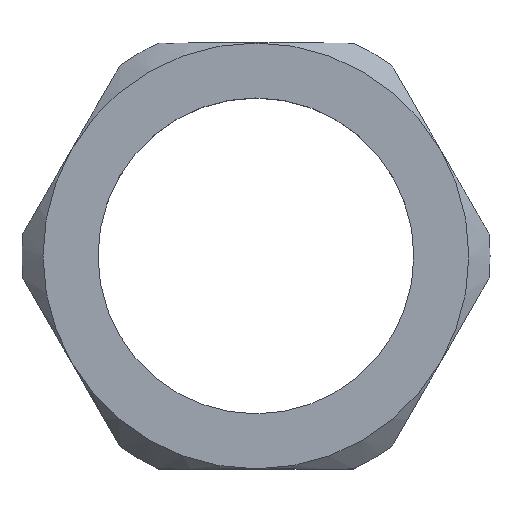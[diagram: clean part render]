
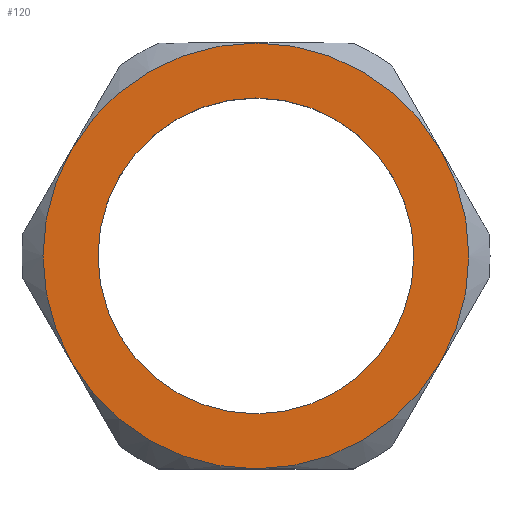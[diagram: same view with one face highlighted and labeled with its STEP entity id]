
A CAD part, top view. The second image highlights one B-rep face of the part: STEP entity #120.
In plain terms, the highlighted planar face has unit normal (0, 0, 1).
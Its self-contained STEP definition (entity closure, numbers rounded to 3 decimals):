
#83 = EDGE_CURVE ( 'NONE', #810, #800, #174, .T. ) ;
#87 = EDGE_CURVE ( 'NONE', #816, #801, #172, .T. ) ;
#94 = EDGE_CURVE ( 'NONE', #800, #804, #168, .T. ) ;
#95 = EDGE_CURVE ( 'NONE', #807, #810, #167, .T. ) ;
#96 = EDGE_CURVE ( 'NONE', #801, #816, #165, .T. ) ;
#97 = EDGE_CURVE ( 'NONE', #804, #805, #164, .T. ) ;
#98 = EDGE_CURVE ( 'NONE', #805, #799, #163, .T. ) ;
#99 = EDGE_CURVE ( 'NONE', #799, #808, #162, .T. ) ;
#100 = EDGE_CURVE ( 'NONE', #808, #807, #159, .T. ) ;
#120 = ADVANCED_FACE ( 'NONE', ( #563, #570 ), #397, .T. ) ;
#159 = CIRCLE ( 'NONE', #576, 18. ) ;
#162 = CIRCLE ( 'NONE', #612, 18. ) ;
#163 = CIRCLE ( 'NONE', #579, 18. ) ;
#164 = CIRCLE ( 'NONE', #621, 18. ) ;
#165 = CIRCLE ( 'NONE', #589, 13.35 ) ;
#167 = CIRCLE ( 'NONE', #616, 18. ) ;
#168 = CIRCLE ( 'NONE', #626, 18. ) ;
#172 = CIRCLE ( 'NONE', #625, 13.35 ) ;
#174 = CIRCLE ( 'NONE', #578, 18. ) ;
#199 = CARTESIAN_POINT ( 'NONE',  ( 15.588, -9., 7. ) ) ;
#200 = CARTESIAN_POINT ( 'NONE',  ( 0., -18., 7. ) ) ;
#202 = CARTESIAN_POINT ( 'NONE',  ( 18., 0., 7. ) ) ;
#208 = CARTESIAN_POINT ( 'NONE',  ( -13.35, 0., 7. ) ) ;
#265 = CARTESIAN_POINT ( 'NONE',  ( -15.588, 9., 7. ) ) ;
#266 = CARTESIAN_POINT ( 'NONE',  ( 0., 18., 7. ) ) ;
#269 = CARTESIAN_POINT ( 'NONE',  ( 13.35, 0., 7. ) ) ;
#270 = CARTESIAN_POINT ( 'NONE',  ( 15.588, 9., 7. ) ) ;
#271 = CARTESIAN_POINT ( 'NONE',  ( -15.588, -9., 7. ) ) ;
#394 = DIRECTION ( 'NONE',  ( 1., 0., 0. ) ) ;
#395 = DIRECTION ( 'NONE',  ( 0., 0., 1. ) ) ;
#396 = CARTESIAN_POINT ( 'NONE',  ( 0., 0., 7. ) ) ;
#397 = PLANE ( 'NONE',  #572 ) ;
#493 = DIRECTION ( 'NONE',  ( 1., 0., 0. ) ) ;
#494 = DIRECTION ( 'NONE',  ( 0., 0., 1. ) ) ;
#495 = CARTESIAN_POINT ( 'NONE',  ( 0., 0., 7. ) ) ;
#496 = DIRECTION ( 'NONE',  ( 1., 0., 0. ) ) ;
#497 = DIRECTION ( 'NONE',  ( 0., 0., 1. ) ) ;
#498 = CARTESIAN_POINT ( 'NONE',  ( 0., 0., 7. ) ) ;
#499 = DIRECTION ( 'NONE',  ( 1., 0., 0. ) ) ;
#500 = DIRECTION ( 'NONE',  ( 0., 0., 1. ) ) ;
#501 = CARTESIAN_POINT ( 'NONE',  ( 0., 0., 7. ) ) ;
#502 = DIRECTION ( 'NONE',  ( 1., 0., 0. ) ) ;
#503 = DIRECTION ( 'NONE',  ( 0., 0., 1. ) ) ;
#504 = CARTESIAN_POINT ( 'NONE',  ( 0., 0., 7. ) ) ;
#505 = DIRECTION ( 'NONE',  ( 1., 0., 0. ) ) ;
#506 = DIRECTION ( 'NONE',  ( 0., 0., 1. ) ) ;
#507 = CARTESIAN_POINT ( 'NONE',  ( 0., 0., 7. ) ) ;
#508 = DIRECTION ( 'NONE',  ( 1., 0., 0. ) ) ;
#509 = DIRECTION ( 'NONE',  ( 0., 0., 1. ) ) ;
#510 = CARTESIAN_POINT ( 'NONE',  ( 0., 0., 7. ) ) ;
#511 = DIRECTION ( 'NONE',  ( 1., 0., 0. ) ) ;
#512 = DIRECTION ( 'NONE',  ( 0., 0., 1. ) ) ;
#516 = CARTESIAN_POINT ( 'NONE',  ( 0., 0., 7. ) ) ;
#532 = DIRECTION ( 'NONE',  ( 1., 0., 0. ) ) ;
#533 = DIRECTION ( 'NONE',  ( 0., 0., 1. ) ) ;
#537 = CARTESIAN_POINT ( 'NONE',  ( 0., 0., 7. ) ) ;
#551 = DIRECTION ( 'NONE',  ( 1., 0., 0. ) ) ;
#552 = DIRECTION ( 'NONE',  ( 0., 0., 1. ) ) ;
#553 = CARTESIAN_POINT ( 'NONE',  ( 0., 0., 7. ) ) ;
#563 = FACE_BOUND ( 'NONE', #762, .T. ) ;
#570 = FACE_OUTER_BOUND ( 'NONE', #764, .T. ) ;
#572 = AXIS2_PLACEMENT_3D ( 'NONE', #396, #395, #394 ) ;
#576 = AXIS2_PLACEMENT_3D ( 'NONE', #495, #494, #493 ) ;
#578 = AXIS2_PLACEMENT_3D ( 'NONE', #553, #552, #551 ) ;
#579 = AXIS2_PLACEMENT_3D ( 'NONE', #501, #500, #499 ) ;
#589 = AXIS2_PLACEMENT_3D ( 'NONE', #507, #506, #505 ) ;
#612 = AXIS2_PLACEMENT_3D ( 'NONE', #498, #497, #496 ) ;
#616 = AXIS2_PLACEMENT_3D ( 'NONE', #510, #509, #508 ) ;
#621 = AXIS2_PLACEMENT_3D ( 'NONE', #504, #503, #502 ) ;
#625 = AXIS2_PLACEMENT_3D ( 'NONE', #537, #533, #532 ) ;
#626 = AXIS2_PLACEMENT_3D ( 'NONE', #516, #512, #511 ) ;
#762 = EDGE_LOOP ( 'NONE', ( #837, #835 ) ) ;
#764 = EDGE_LOOP ( 'NONE', ( #834, #833, #836, #839, #838, #840, #841 ) ) ;
#799 = VERTEX_POINT ( 'NONE', #271 ) ;
#800 = VERTEX_POINT ( 'NONE', #270 ) ;
#801 = VERTEX_POINT ( 'NONE', #269 ) ;
#804 = VERTEX_POINT ( 'NONE', #266 ) ;
#805 = VERTEX_POINT ( 'NONE', #265 ) ;
#807 = VERTEX_POINT ( 'NONE', #199 ) ;
#808 = VERTEX_POINT ( 'NONE', #200 ) ;
#810 = VERTEX_POINT ( 'NONE', #202 ) ;
#816 = VERTEX_POINT ( 'NONE', #208 ) ;
#833 = ORIENTED_EDGE ( 'NONE', *, *, #83, .T. ) ;
#834 = ORIENTED_EDGE ( 'NONE', *, *, #95, .T. ) ;
#835 = ORIENTED_EDGE ( 'NONE', *, *, #96, .F. ) ;
#836 = ORIENTED_EDGE ( 'NONE', *, *, #94, .T. ) ;
#837 = ORIENTED_EDGE ( 'NONE', *, *, #87, .F. ) ;
#838 = ORIENTED_EDGE ( 'NONE', *, *, #98, .T. ) ;
#839 = ORIENTED_EDGE ( 'NONE', *, *, #97, .T. ) ;
#840 = ORIENTED_EDGE ( 'NONE', *, *, #99, .T. ) ;
#841 = ORIENTED_EDGE ( 'NONE', *, *, #100, .T. ) ;
